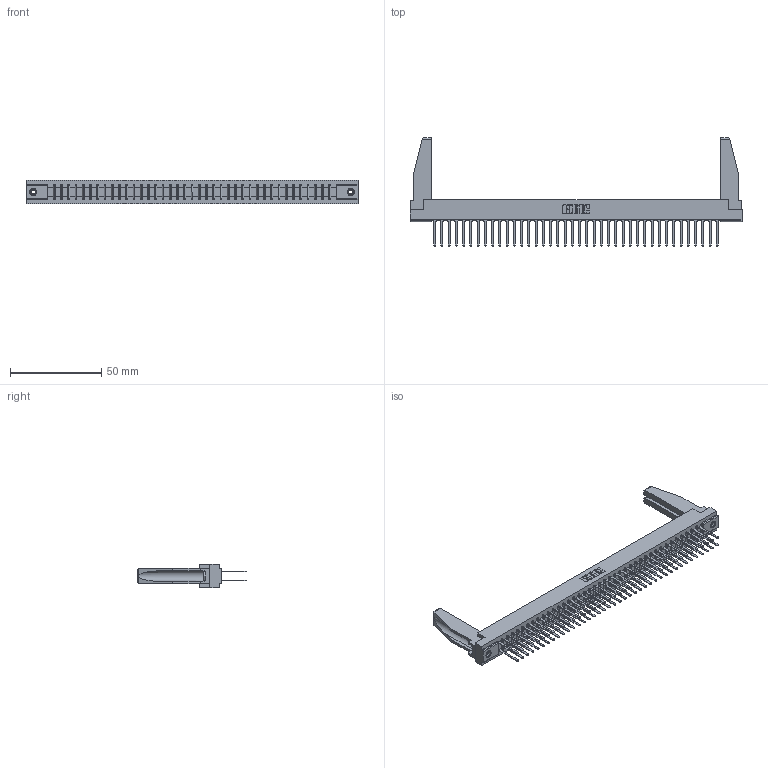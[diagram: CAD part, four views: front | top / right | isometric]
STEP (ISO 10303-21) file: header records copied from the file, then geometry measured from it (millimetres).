
FILE_DESCRIPTION (( 'STEP AP203' ), '1' );
FILE_NAME ('307-080-442-278.STEP', '2020-10-01T08:51:41', ( '' ), ( '' ), 'SwSTEP 2.0', 'SolidWorks 2020', '' );
FILE_SCHEMA (( 'CONFIG_CONTROL_DESIGN' ));
Length unit declared in the file: inch
Products named in the file (5): 307-290-001_542; 307-220-078; 345-250-001_345-250-001-102; 307 Part_.156 Dia Mounting Holes; 307-080-442-278
Assembly tree (85 placements, depth 2):
  307-080-442-278
    307 Part_.156 Dia Mounting Holes
    307-290-001_542  x80
    307-220-078  x2
    345-250-001_345-250-001-102  x2
Bounding box: 181.51 x 59.13 x 12.7 mm (x, y, z)
Volume: 23586 mm3; surface area: 29503.8 mm2
Topology: 85 solids, 85 shells, 3969 faces, 11053 edges, 7142 vertices
Faces by surface type: plane 2634, cylinder 1237, sphere 82, cone 12, torus 4
Entity records: 38225 total; most frequent: CARTESIAN_POINT 6262, ORIENTED_EDGE 6164, DIRECTION 6088, EDGE_CURVE 3082, LINE 2368, VECTOR 2368, VERTEX_POINT 1992, AXIS2_PLACEMENT_3D 1860
